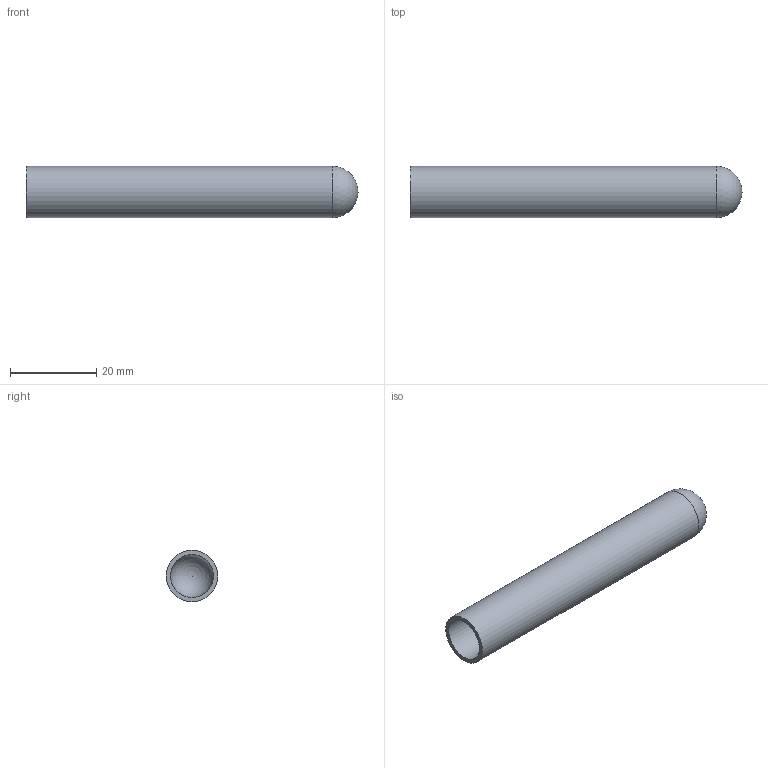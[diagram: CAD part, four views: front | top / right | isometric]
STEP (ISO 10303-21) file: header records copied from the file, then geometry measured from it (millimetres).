
FILE_DESCRIPTION(('FreeCAD Model'),'2;1');
FILE_NAME('tube.step','2013-03-05T16:19:26',('FreeCAD'),( 'FreeCAD'),'Open CASCADE STEP processor 6.3','FreeCAD','Unknown');
FILE_SCHEMA(('AUTOMOTIVE_DESIGN_CC2 { 1 2 10303 214 -1 1 5 4 }'));
Length unit declared in the file: millimetre
Products named in the file (1): Open CASCADE STEP translator 6.3 6
Bounding box: 77 x 12 x 12 mm (x, y, z)
Volume: 2644.2 mm3; surface area: 5325 mm2
Topology: 1 solids, 1 shells, 5 faces, 10 edges, 6 vertices
Faces by surface type: cylinder 2, sphere 2, plane 1
Full cylindrical faces by diameter (mm): 10 x1, 12 x1
Entity records: 238 total; most frequent: DIRECTION 42, CARTESIAN_POINT 36, ORIENTED_EDGE 16, PCURVE 16, DEFINITIONAL_REPRESENTATION 16, LINE 16, VECTOR 16, AXIS2_PLACEMENT_3D 12
